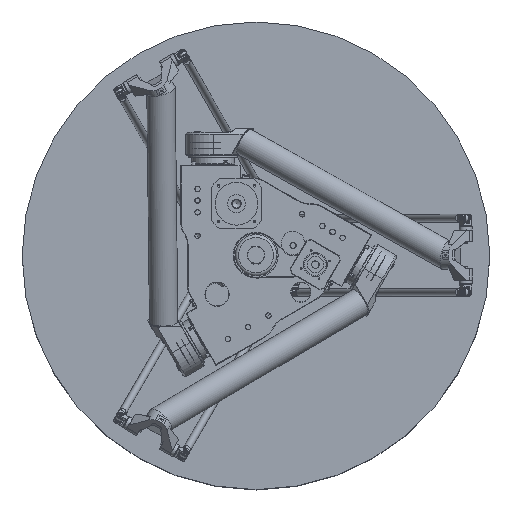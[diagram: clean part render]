
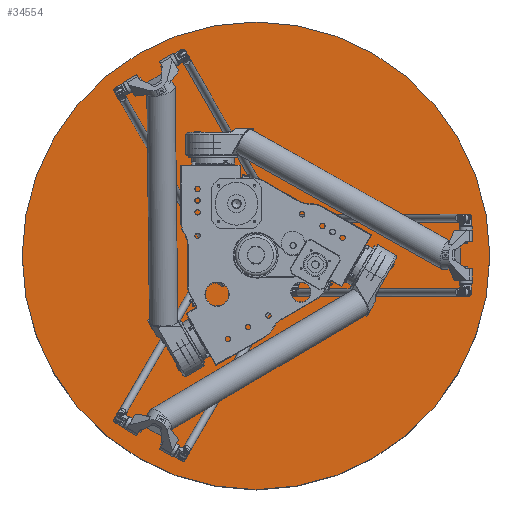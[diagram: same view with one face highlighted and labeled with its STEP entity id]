
A CAD part, top view. The second image highlights one B-rep face of the part: STEP entity #34554.
In plain terms, the highlighted face is planar.
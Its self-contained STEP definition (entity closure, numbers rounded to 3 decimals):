
#4098=CIRCLE('',#38313,600.);
#6735=FACE_OUTER_BOUND('',#9429,.T.);
#9429=EDGE_LOOP('',(#31503));
#17847=VERTEX_POINT('',#69068);
#22399=EDGE_CURVE('',#17847,#17847,#4098,.T.);
#31503=ORIENTED_EDGE('',*,*,#22399,.F.);
#32523=PLANE('',#38312);
#34554=ADVANCED_FACE('',(#6735),#32523,.T.);
#38312=AXIS2_PLACEMENT_3D('',#69067,#47958,#47959);
#38313=AXIS2_PLACEMENT_3D('',#69069,#47960,#47961);
#47958=DIRECTION('center_axis',(0.,1.,0.));
#47959=DIRECTION('ref_axis',(0.,0.,1.));
#47960=DIRECTION('center_axis',(0.,-1.,0.));
#47961=DIRECTION('ref_axis',(1.,0.,0.));
#69067=CARTESIAN_POINT('Origin',(300.,-890.,0.));
#69068=CARTESIAN_POINT('',(600.,-890.,0.));
#69069=CARTESIAN_POINT('Origin',(0.,-890.,0.));
